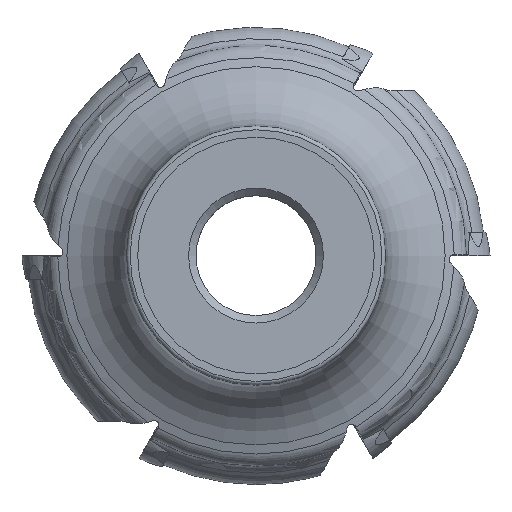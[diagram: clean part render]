
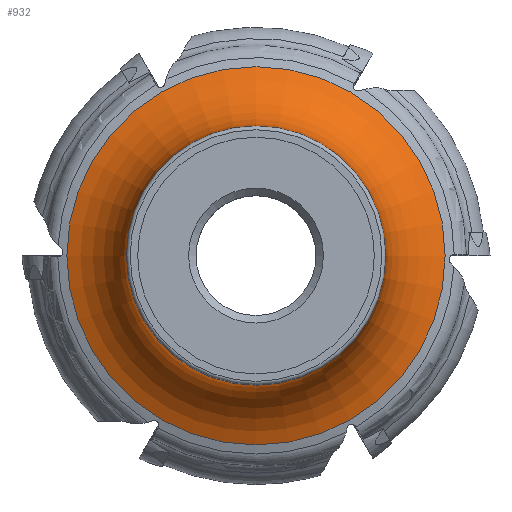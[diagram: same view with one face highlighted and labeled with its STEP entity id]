
A CAD part, top view. The second image highlights one B-rep face of the part: STEP entity #932.
In plain terms, the highlighted toroidal (fillet/blend) face has major radius 58.773 mm and minor radius 24.173 mm.
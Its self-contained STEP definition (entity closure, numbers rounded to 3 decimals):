
#468=TOROIDAL_SURFACE('',#6964,58.773,24.173);
#932=ADVANCED_FACE('',(#1460,#1461),#468,.F.);
#1460=FACE_BOUND('',#1654,.T.);
#1461=FACE_BOUND('',#1655,.T.);
#1654=EDGE_LOOP('',(#3206));
#1655=EDGE_LOOP('',(#3207));
#2040=CIRCLE('',#6833,50.506);
#2112=CIRCLE('',#6963,34.6);
#3206=ORIENTED_EDGE('',*,*,#5636,.T.);
#3207=ORIENTED_EDGE('',*,*,#5450,.F.);
#4812=VERTEX_POINT('',#9726);
#4944=VERTEX_POINT('',#10653);
#5450=EDGE_CURVE('',#4812,#4812,#2040,.T.);
#5636=EDGE_CURVE('',#4944,#4944,#2112,.T.);
#6833=AXIS2_PLACEMENT_3D('',#9725,#7641,#7642);
#6963=AXIS2_PLACEMENT_3D('',#10652,#7907,#7908);
#6964=AXIS2_PLACEMENT_3D('',#10654,#7909,#7910);
#7641=DIRECTION('',(0.,0.,-1.));
#7642=DIRECTION('',(0.,-1.,0.));
#7907=DIRECTION('',(0.,0.,-1.));
#7908=DIRECTION('',(0.,-1.,0.));
#7909=DIRECTION('',(0.,0.,-1.));
#7910=DIRECTION('',(0.,1.,0.));
#9725=CARTESIAN_POINT('',(0.,0.,-37.565));
#9726=CARTESIAN_POINT('',(0.,-50.506,-37.565));
#10652=CARTESIAN_POINT('',(0.,0.,-14.849));
#10653=CARTESIAN_POINT('',(0.,-34.6,-14.849));
#10654=CARTESIAN_POINT('',(0.,0.,-14.849));
